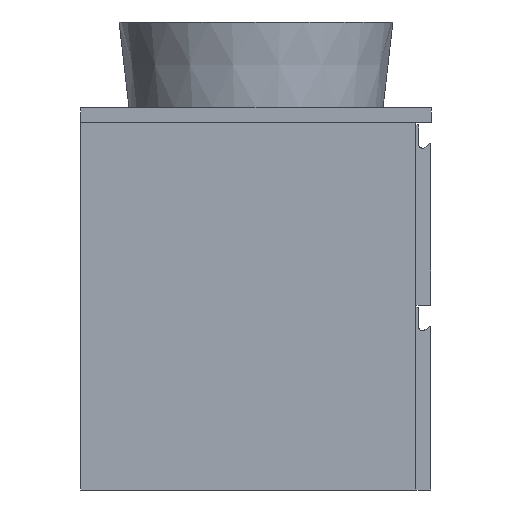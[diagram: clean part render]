
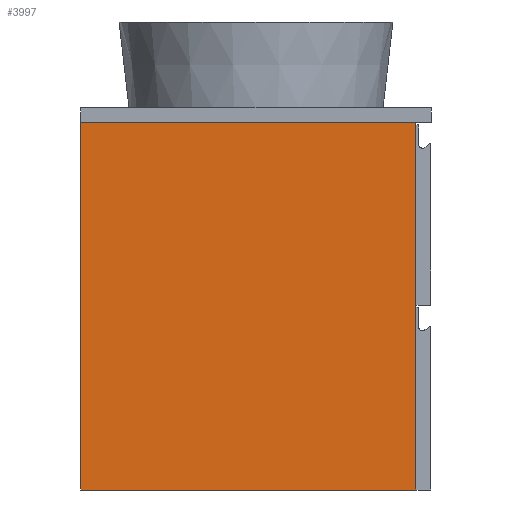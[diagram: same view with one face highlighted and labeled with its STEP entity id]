
A CAD part, left-side view. The second image highlights one B-rep face of the part: STEP entity #3997.
In plain terms, the highlighted planar face has unit normal (-1, 0, 0).
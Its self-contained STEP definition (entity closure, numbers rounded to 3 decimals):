
#288=PLANE('',#4346);
#471=FACE_OUTER_BOUND('',#723,.T.);
#723=EDGE_LOOP('',(#3334,#3335,#3336,#3337));
#1120=LINE('',#6363,#1530);
#1124=LINE('',#6371,#1534);
#1127=LINE('',#6377,#1537);
#1130=LINE('',#6382,#1540);
#1530=VECTOR('',#5164,1.);
#1534=VECTOR('',#5170,1.);
#1537=VECTOR('',#5175,1.);
#1540=VECTOR('',#5180,1.);
#1986=VERTEX_POINT('',#6361);
#1987=VERTEX_POINT('',#6362);
#1990=VERTEX_POINT('',#6370);
#1992=VERTEX_POINT('',#6376);
#2449=EDGE_CURVE('',#1986,#1987,#1120,.T.);
#2453=EDGE_CURVE('',#1987,#1990,#1124,.T.);
#2456=EDGE_CURVE('',#1990,#1992,#1127,.T.);
#2459=EDGE_CURVE('',#1992,#1986,#1130,.T.);
#3334=ORIENTED_EDGE('',*,*,#2459,.T.);
#3335=ORIENTED_EDGE('',*,*,#2449,.T.);
#3336=ORIENTED_EDGE('',*,*,#2453,.T.);
#3337=ORIENTED_EDGE('',*,*,#2456,.T.);
#3997=ADVANCED_FACE('',(#471),#288,.T.);
#4346=AXIS2_PLACEMENT_3D('',#6385,#5184,#5185);
#5164=DIRECTION('',(0.,0.,-1.));
#5170=DIRECTION('',(0.,-1.,0.));
#5175=DIRECTION('',(0.,0.,1.));
#5180=DIRECTION('',(0.,1.,0.));
#5184=DIRECTION('center_axis',(-1.,0.,0.));
#5185=DIRECTION('ref_axis',(0.,0.,1.));
#6361=CARTESIAN_POINT('',(0.,0.,471.));
#6362=CARTESIAN_POINT('',(0.,0.,0.));
#6363=CARTESIAN_POINT('',(0.,0.,471.));
#6370=CARTESIAN_POINT('',(0.,-430.,0.));
#6371=CARTESIAN_POINT('',(0.,0.,0.));
#6376=CARTESIAN_POINT('',(0.,-430.,471.));
#6377=CARTESIAN_POINT('',(0.,-430.,0.));
#6382=CARTESIAN_POINT('',(0.,-430.,471.));
#6385=CARTESIAN_POINT('Origin',(0.,-215.,235.5));
